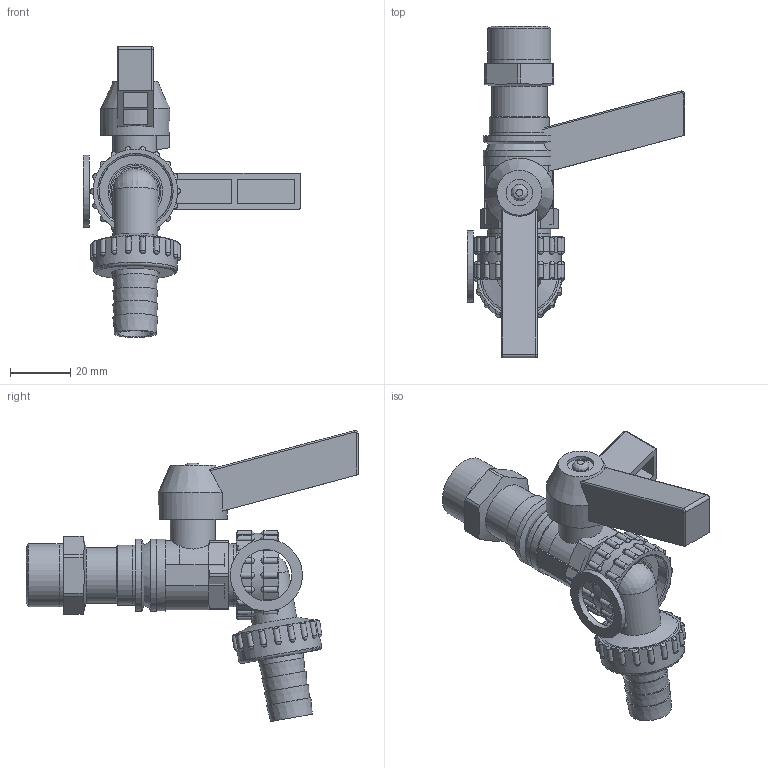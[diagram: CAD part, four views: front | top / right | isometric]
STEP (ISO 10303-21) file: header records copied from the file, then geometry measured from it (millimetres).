
FILE_DESCRIPTION( ( 'Unknown' ), '1' );
FILE_NAME( '840-1_2-STEP-KUNDE.stp', 'Unknown', ( 'Unknown' ), ( 'Unknown' ), 'PSStep 13.0', 'Unknown', ' ' );
FILE_SCHEMA( ( 'AUTOMOTIVE_DESIGN { 1 0 10303 214 1 1 1 1 }' ) );
Length unit declared in the file: millimetre
Products named in the file (9): 840-04_Schlauchanschluss; Assem1; Dichtung; 840-04_Schlauchtülle; 840-04_Schlauchtülle Mutter 3_4; 840-04_Körper; 840-04_Einschraubteil; 840-06-Griff; Linsenkopfschraube_M3 x 10
Bounding box: 72.3 x 110.5 x 96.84 mm (x, y, z)
Volume: 68921.8 mm3; surface area: 60412.2 mm2
Topology: 17 solids, 17 shells, 561 faces, 1392 edges, 849 vertices
Faces by surface type: plane 208, cylinder 184, cone 99, sphere 56, torus 10, bspline 4
Full cylindrical faces by diameter (mm): 3 x2, 3.3 x2, 5.5 x2, 8 x2, 8.8 x2, 9.5 x2, 10 x6, 11.5 x3, 12.4 x2, 12.5 x2, 15 x16, 16 x3, 17 x3, 18.376 x2, 18.5 x6, 19 x2, 20 x4, 20.5 x2, 20.955 x4, 23 x5, 24 x7, 24.117 x6, 26.441 x2, 28 x3
Entity records: 9154 total; most frequent: CARTESIAN_POINT 2107, DIRECTION 1109, ORIENTED_EDGE 908, AXIS2_PLACEMENT_3D 468, EDGE_CURVE 454, EDGE_LOOP 335, VERTEX_POINT 311, FACE_OUTER_BOUND 282
